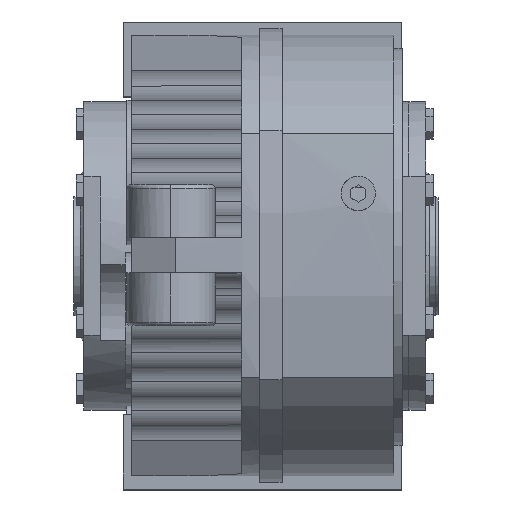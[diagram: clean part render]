
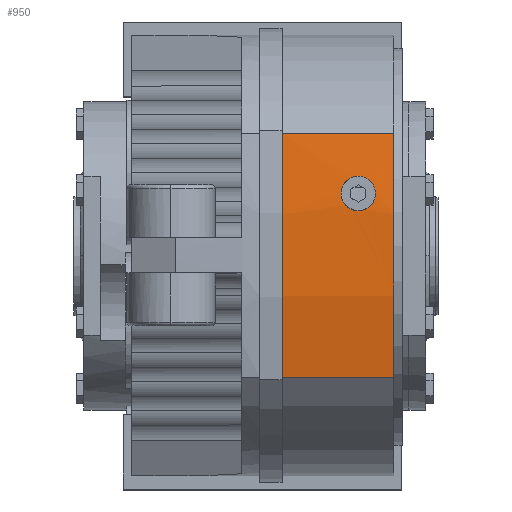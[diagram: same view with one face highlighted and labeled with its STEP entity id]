
A CAD part, top view. The second image highlights one B-rep face of the part: STEP entity #950.
In plain terms, the highlighted cylindrical face has radius 693 mm (diameter 1386 mm), a partial arc.
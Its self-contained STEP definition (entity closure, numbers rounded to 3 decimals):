
#950=ADVANCED_FACE('NONE',(#2431,#2432),#2433,.T.);
#2431=FACE_BOUND('',#4480,.T.);
#2432=FACE_OUTER_BOUND('',#4481,.T.);
#2433=CYLINDRICAL_SURFACE('',#4482,693.0);
#4480=EDGE_LOOP('',(#7718,#7719,#7720));
#4481=EDGE_LOOP('',(#7721,#7722,#7723,#7724));
#4482=AXIS2_PLACEMENT_3D('',#7725,#7726,#7727);
#7718=ORIENTED_EDGE('',*,*,#12882,.T.);
#7719=ORIENTED_EDGE('',*,*,#12416,.T.);
#7720=ORIENTED_EDGE('',*,*,#12883,.T.);
#7721=ORIENTED_EDGE('',*,*,#12898,.T.);
#7722=ORIENTED_EDGE('',*,*,#12899,.T.);
#7723=ORIENTED_EDGE('',*,*,#12900,.F.);
#7724=ORIENTED_EDGE('',*,*,#12901,.T.);
#7725=CARTESIAN_POINT('',(1151.814,0.,-80.463));
#7726=DIRECTION('',(1.0,0.0,0.0));
#7727=DIRECTION('',(0.0,-1.0,0.0));
#12416=EDGE_CURVE('',#14853,#14857,#14859,.T.);
#12882=EDGE_CURVE('',#15605,#14853,#15606,.T.);
#12883=EDGE_CURVE('',#14857,#15605,#15607,.T.);
#12898=EDGE_CURVE('NONE',#15626,#15627,#15628,.T.);
#12899=EDGE_CURVE('NONE',#15627,#15629,#15630,.T.);
#12900=EDGE_CURVE('NONE',#15631,#15629,#15632,.F.);
#12901=EDGE_CURVE('NONE',#15631,#15626,#15633,.F.);
#14853=VERTEX_POINT('',#18781);
#14857=VERTEX_POINT('',#18786);
#14859=B_SPLINE_CURVE_WITH_KNOTS('',3,(#18789,#18790,#18791,#18792,#18793,#18794,#18795,#18796,#18797,#18798,#18799,#18800,#18801,#18802,#18803,#18804,#18805,#18806,#18807,#18808,#18809,#18810,#18811,#18812,#18813,#18814,#18815,#18816,#18817,#18818,#18819,#18820,#18821,#18822),.UNSPECIFIED.,.F.,.F.,(4,2,2,2,2,2,2,2,2,2,2,2,2,2,2,2,4),(29.477,33.166,36.854,40.543,44.232,47.903,51.575,55.246,58.918,62.589,66.261,69.932,73.604,77.292,80.981,84.67,88.359),.UNSPECIFIED.);
#15605=VERTEX_POINT('',#19852);
#15606=B_SPLINE_CURVE_WITH_KNOTS('',3,(#19853,#19854,#19855,#19856,#19857,#19858,#19859,#19860,#19861,#19862,#19863,#19864,#19865,#19866,#19867,#19868,#19869,#19870),.UNSPECIFIED.,.F.,.F.,(4,2,2,2,2,2,2,2,4),(0.0,3.672,7.345,11.017,14.689,18.386,22.083,25.78,29.477),.UNSPECIFIED.);
#15607=B_SPLINE_CURVE_WITH_KNOTS('',3,(#19871,#19872,#19873,#19874,#19875,#19876,#19877,#19878,#19879,#19880,#19881,#19882,#19883,#19884,#19885,#19886,#19887,#19888),.UNSPECIFIED.,.F.,.F.,(4,2,2,2,2,2,2,2,4),(88.359,92.055,95.752,99.449,103.146,106.819,110.491,114.163,117.836),.UNSPECIFIED.);
#15626=VERTEX_POINT('NONE',#19912);
#15627=VERTEX_POINT('NONE',#19913);
#15628=LINE('',#19914,#19915);
#15629=VERTEX_POINT('NONE',#19916);
#15630=CIRCLE('',#19917,693.0);
#15631=VERTEX_POINT('NONE',#19918);
#15632=LINE('',#19919,#19920);
#15633=CIRCLE('',#19921,693.0);
#18781=CARTESIAN_POINT('',(312.0,70.0,608.992));
#18786=CARTESIAN_POINT('',(273.0,70.0,608.992));
#18789=CARTESIAN_POINT('',(312.0,70.0,608.992));
#18790=CARTESIAN_POINT('',(312.0,68.777,609.116));
#18791=CARTESIAN_POINT('',(311.883,67.511,609.242));
#18792=CARTESIAN_POINT('',(311.39,64.992,609.483));
#18793=CARTESIAN_POINT('',(311.013,63.739,609.6));
#18794=CARTESIAN_POINT('',(310.017,61.335,609.818));
#18795=CARTESIAN_POINT('',(309.397,60.182,609.919));
#18796=CARTESIAN_POINT('',(307.962,58.049,610.102));
#18797=CARTESIAN_POINT('',(307.147,57.069,610.183));
#18798=CARTESIAN_POINT('',(305.414,55.338,610.324));
#18799=CARTESIAN_POINT('',(304.437,54.527,610.389));
#18800=CARTESIAN_POINT('',(302.309,53.098,610.5));
#18801=CARTESIAN_POINT('',(301.159,52.48,610.547));
#18802=CARTESIAN_POINT('',(298.758,51.486,610.622));
#18803=CARTESIAN_POINT('',(297.507,51.11,610.649));
#18804=CARTESIAN_POINT('',(294.989,50.617,610.686));
#18805=CARTESIAN_POINT('',(293.724,50.5,610.694));
#18806=CARTESIAN_POINT('',(291.276,50.5,610.694));
#18807=CARTESIAN_POINT('',(290.011,50.617,610.686));
#18808=CARTESIAN_POINT('',(287.493,51.11,610.649));
#18809=CARTESIAN_POINT('',(286.242,51.486,610.622));
#18810=CARTESIAN_POINT('',(283.841,52.48,610.547));
#18811=CARTESIAN_POINT('',(282.691,53.098,610.5));
#18812=CARTESIAN_POINT('',(280.563,54.527,610.389));
#18813=CARTESIAN_POINT('',(279.586,55.338,610.324));
#18814=CARTESIAN_POINT('',(277.853,57.069,610.183));
#18815=CARTESIAN_POINT('',(277.038,58.049,610.102));
#18816=CARTESIAN_POINT('',(275.603,60.182,609.919));
#18817=CARTESIAN_POINT('',(274.983,61.335,609.818));
#18818=CARTESIAN_POINT('',(273.987,63.739,609.6));
#18819=CARTESIAN_POINT('',(273.61,64.992,609.483));
#18820=CARTESIAN_POINT('',(273.117,67.511,609.242));
#18821=CARTESIAN_POINT('',(273.0,68.777,609.116));
#18822=CARTESIAN_POINT('',(273.0,70.0,608.992));
#19852=CARTESIAN_POINT('',(292.5,89.5,606.733));
#19853=CARTESIAN_POINT('',(292.5,89.5,606.733));
#19854=CARTESIAN_POINT('',(293.724,89.5,606.733));
#19855=CARTESIAN_POINT('',(294.99,89.383,606.748));
#19856=CARTESIAN_POINT('',(297.506,88.89,606.812));
#19857=CARTESIAN_POINT('',(298.758,88.514,606.861));
#19858=CARTESIAN_POINT('',(301.156,87.521,606.988));
#19859=CARTESIAN_POINT('',(302.306,86.904,607.067));
#19860=CARTESIAN_POINT('',(304.432,85.477,607.245));
#19861=CARTESIAN_POINT('',(305.407,84.668,607.346));
#19862=CARTESIAN_POINT('',(307.14,82.939,607.556));
#19863=CARTESIAN_POINT('',(307.955,81.96,607.674));
#19864=CARTESIAN_POINT('',(309.392,79.827,607.924));
#19865=CARTESIAN_POINT('',(310.013,78.674,608.057));
#19866=CARTESIAN_POINT('',(311.011,76.269,608.328));
#19867=CARTESIAN_POINT('',(311.388,75.015,608.466));
#19868=CARTESIAN_POINT('',(311.883,72.494,608.736));
#19869=CARTESIAN_POINT('',(312.0,71.226,608.868));
#19870=CARTESIAN_POINT('',(312.0,70.0,608.992));
#19871=CARTESIAN_POINT('',(273.0,70.0,608.992));
#19872=CARTESIAN_POINT('',(273.0,71.226,608.868));
#19873=CARTESIAN_POINT('',(273.117,72.494,608.736));
#19874=CARTESIAN_POINT('',(273.612,75.015,608.466));
#19875=CARTESIAN_POINT('',(273.989,76.269,608.328));
#19876=CARTESIAN_POINT('',(274.987,78.674,608.057));
#19877=CARTESIAN_POINT('',(275.608,79.827,607.924));
#19878=CARTESIAN_POINT('',(277.045,81.96,607.674));
#19879=CARTESIAN_POINT('',(277.86,82.939,607.556));
#19880=CARTESIAN_POINT('',(279.593,84.668,607.346));
#19881=CARTESIAN_POINT('',(280.568,85.477,607.245));
#19882=CARTESIAN_POINT('',(282.694,86.904,607.067));
#19883=CARTESIAN_POINT('',(283.844,87.521,606.988));
#19884=CARTESIAN_POINT('',(286.242,88.514,606.861));
#19885=CARTESIAN_POINT('',(287.494,88.89,606.812));
#19886=CARTESIAN_POINT('',(290.01,89.383,606.748));
#19887=CARTESIAN_POINT('',(291.276,89.5,606.733));
#19888=CARTESIAN_POINT('',(292.5,89.5,606.733));
#19912=CARTESIAN_POINT('',(332.5,138.5,598.556));
#19913=CARTESIAN_POINT('',(206.0,138.5,598.556));
#19914=CARTESIAN_POINT('',(1151.814,138.5,598.556));
#19915=VECTOR('',#24484,1.0);
#19916=CARTESIAN_POINT('',(206.0,-138.5,598.556));
#19917=AXIS2_PLACEMENT_3D('',#24485,#24486,#24487);
#19918=CARTESIAN_POINT('',(332.5,-138.5,598.556));
#19919=CARTESIAN_POINT('',(1151.814,-138.5,598.556));
#19920=VECTOR('',#24488,1.0);
#19921=AXIS2_PLACEMENT_3D('',#24489,#24490,#24491);
#24484=DIRECTION('',(-1.0,0.0,0.0));
#24485=CARTESIAN_POINT('',(206.0,0.,-80.463));
#24486=DIRECTION('',(1.0,0.0,0.0));
#24487=DIRECTION('',(0.0,-1.0,0.0));
#24488=DIRECTION('',(1.0,0.0,0.0));
#24489=CARTESIAN_POINT('',(332.5,0.,-80.463));
#24490=DIRECTION('',(1.0,0.0,0.0));
#24491=DIRECTION('',(0.0,-1.0,0.0));
